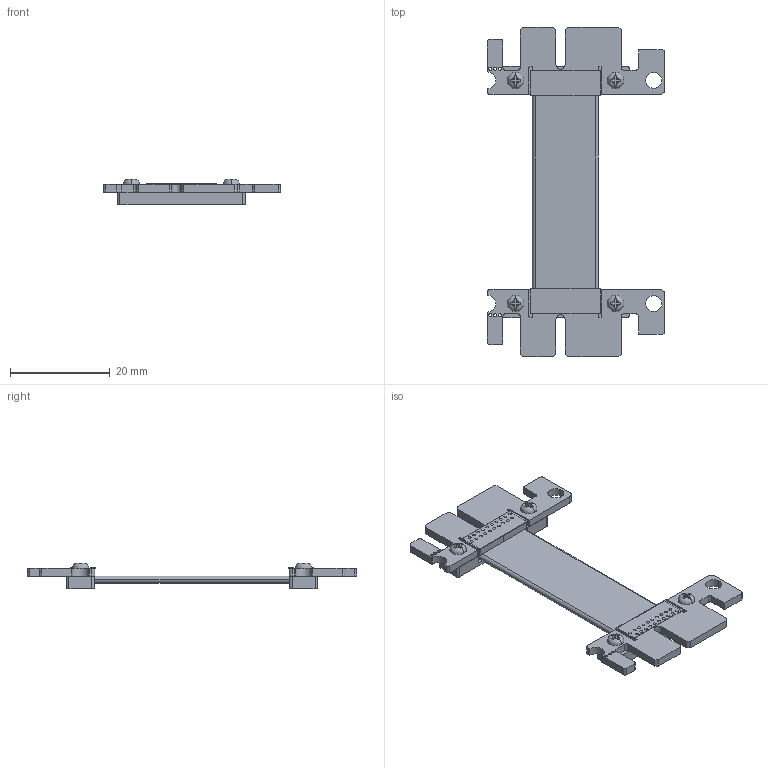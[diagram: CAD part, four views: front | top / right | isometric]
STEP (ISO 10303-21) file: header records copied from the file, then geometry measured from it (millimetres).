
FILE_DESCRIPTION(('Open CASCADE Model'),'2;1');
FILE_NAME('Open CASCADE Shape Model','2020-03-05T08:09:10',('Author'),( 'Open CASCADE'),'Open CASCADE STEP processor 6.8','Open CASCADE 6.8' ,'Unknown');
FILE_SCHEMA(('AUTOMOTIVE_DESIGN { 1 0 10303 214 1 1 1 1 }'));
Length unit declared in the file: millimetre
Products named in the file (9): PCB; Board; Open CASCADE STEP translator 6.8 1.1.1; Free-Models; Tape14x5_RGB0; G0033_RGB9411503; RP11S-PAD; Hexagon_nut_ISO_4032_(DIN_934)_-_M2_RGB9411503; cable20-43
Assembly tree (16 placements, depth 3):
  PCB
    Board
      Open CASCADE STEP translator 6.8 1.1.1
    Free-Models
      Tape14x5_RGB0  x2
      G0033_RGB9411503  x4
      RP11S-PAD  x2
      Hexagon_nut_ISO_4032_(DIN_934)_-_M2_RGB9411503  x4
      cable20-43
Bounding box: 35.53 x 65.97 x 5.1 mm (x, y, z)
Volume: 2287.7 mm3; surface area: 6242.7 mm2
Topology: 55 solids, 55 shells, 783 faces, 1831 edges, 1166 vertices
Faces by surface type: cylinder 351, plane 296, torus 80, cone 48, revolution 8
Full cylindrical faces by diameter (mm): 0.6 x46, 2.2 x8, 3.2 x2, 4.8 x4
Entity records: 19705 total; most frequent: DIRECTION 3465, CARTESIAN_POINT 3156, ORIENTED_EDGE 2878, EDGE_CURVE 1439, AXIS2_PLACEMENT_3D 1433, VERTEX_POINT 916, CIRCLE 800, FACE_BOUND 773
